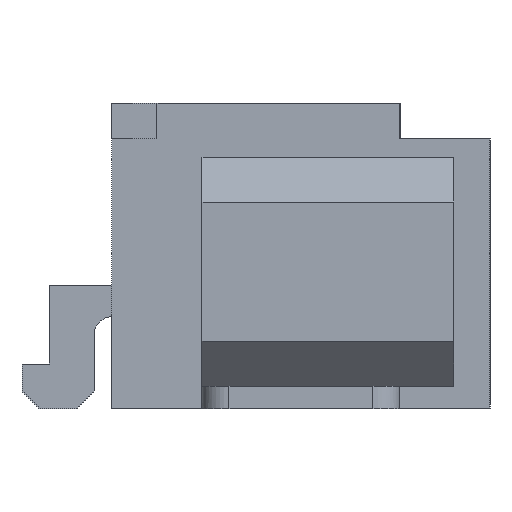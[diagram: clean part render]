
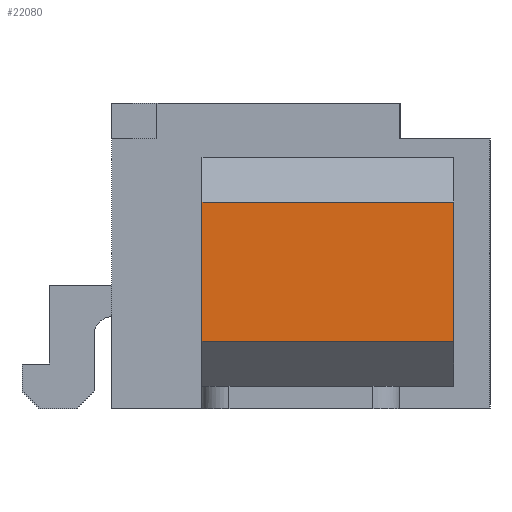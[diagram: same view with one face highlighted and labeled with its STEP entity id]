
A CAD part, left-side view. The second image highlights one B-rep face of the part: STEP entity #22080.
In plain terms, the highlighted planar face has unit normal (-1, 0, 0).
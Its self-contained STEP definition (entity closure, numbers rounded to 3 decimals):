
#8717 = PLANE('',#8718);
#8718 = AXIS2_PLACEMENT_3D('',#8719,#8720,#8721);
#8719 = CARTESIAN_POINT('',(-6.5,-0.35,0.25));
#8720 = DIRECTION('',(0.,-1.,0.));
#8721 = DIRECTION('',(0.,0.,-1.));
#8939 = PLANE('',#8940);
#8940 = AXIS2_PLACEMENT_3D('',#8941,#8942,#8943);
#8941 = CARTESIAN_POINT('',(-6.5,-3.15,0.25));
#8942 = DIRECTION('',(0.,-1.,0.));
#8943 = DIRECTION('',(0.,0.,-1.));
#17396 = PLANE('',#17397);
#17397 = AXIS2_PLACEMENT_3D('',#17398,#17399,#17400);
#17398 = CARTESIAN_POINT('',(-8.25,-0.35,2.3));
#17399 = DIRECTION('',(0.,0.,1.));
#17400 = DIRECTION('',(1.,0.,0.));
#17480 = VERTEX_POINT('',#17481);
#17481 = CARTESIAN_POINT('',(-8.25,-3.15,2.3));
#17502 = EDGE_CURVE('',#17503,#17480,#17505,.T.);
#17503 = VERTEX_POINT('',#17504);
#17504 = CARTESIAN_POINT('',(-8.25,-3.15,0.75));
#17505 = SURFACE_CURVE('',#17506,(#17510,#17517),.PCURVE_S1.);
#17506 = LINE('',#17507,#17508);
#17507 = CARTESIAN_POINT('',(-8.25,-3.15,0.75));
#17508 = VECTOR('',#17509,1.);
#17509 = DIRECTION('',(0.,0.,1.));
#17510 = PCURVE('',#8939,#17511);
#17511 = DEFINITIONAL_REPRESENTATION('',(#17512),#17516);
#17512 = LINE('',#17513,#17514);
#17513 = CARTESIAN_POINT('',(-0.5,-1.75));
#17514 = VECTOR('',#17515,1.);
#17515 = DIRECTION('',(-1.,0.));
#17516 = ( GEOMETRIC_REPRESENTATION_CONTEXT(2)
PARAMETRIC_REPRESENTATION_CONTEXT() REPRESENTATION_CONTEXT('2D SPACE',''
) );
#17517 = PCURVE('',#17518,#17523);
#17518 = PLANE('',#17519);
#17519 = AXIS2_PLACEMENT_3D('',#17520,#17521,#17522);
#17520 = CARTESIAN_POINT('',(-8.25,-0.35,0.75));
#17521 = DIRECTION('',(-1.,0.,0.));
#17522 = DIRECTION('',(0.,0.,1.));
#17523 = DEFINITIONAL_REPRESENTATION('',(#17524),#17528);
#17524 = LINE('',#17525,#17526);
#17525 = CARTESIAN_POINT('',(0.,-2.8));
#17526 = VECTOR('',#17527,1.);
#17527 = DIRECTION('',(1.,0.));
#17528 = ( GEOMETRIC_REPRESENTATION_CONTEXT(2)
PARAMETRIC_REPRESENTATION_CONTEXT() REPRESENTATION_CONTEXT('2D SPACE',''
) );
#17544 = PLANE('',#17545);
#17545 = AXIS2_PLACEMENT_3D('',#17546,#17547,#17548);
#17546 = CARTESIAN_POINT('',(-7.75,-0.35,0.25));
#17547 = DIRECTION('',(-0.707,0.,-0.707));
#17548 = DIRECTION('',(-0.707,0.,0.707));
#18272 = VERTEX_POINT('',#18273);
#18273 = CARTESIAN_POINT('',(-8.25,-0.35,2.3));
#18294 = EDGE_CURVE('',#18295,#18272,#18297,.T.);
#18295 = VERTEX_POINT('',#18296);
#18296 = CARTESIAN_POINT('',(-8.25,-0.35,0.75));
#18297 = SURFACE_CURVE('',#18298,(#18302,#18309),.PCURVE_S1.);
#18298 = LINE('',#18299,#18300);
#18299 = CARTESIAN_POINT('',(-8.25,-0.35,0.75));
#18300 = VECTOR('',#18301,1.);
#18301 = DIRECTION('',(0.,0.,1.));
#18302 = PCURVE('',#8717,#18303);
#18303 = DEFINITIONAL_REPRESENTATION('',(#18304),#18308);
#18304 = LINE('',#18305,#18306);
#18305 = CARTESIAN_POINT('',(-0.5,-1.75));
#18306 = VECTOR('',#18307,1.);
#18307 = DIRECTION('',(-1.,0.));
#18308 = ( GEOMETRIC_REPRESENTATION_CONTEXT(2)
PARAMETRIC_REPRESENTATION_CONTEXT() REPRESENTATION_CONTEXT('2D SPACE',''
) );
#18309 = PCURVE('',#17518,#18310);
#18310 = DEFINITIONAL_REPRESENTATION('',(#18311),#18315);
#18311 = LINE('',#18312,#18313);
#18312 = CARTESIAN_POINT('',(0.,0.));
#18313 = VECTOR('',#18314,1.);
#18314 = DIRECTION('',(1.,0.));
#18315 = ( GEOMETRIC_REPRESENTATION_CONTEXT(2)
PARAMETRIC_REPRESENTATION_CONTEXT() REPRESENTATION_CONTEXT('2D SPACE',''
) );
#21981 = EDGE_CURVE('',#18272,#17480,#21982,.T.);
#21982 = SURFACE_CURVE('',#21983,(#21987,#21994),.PCURVE_S1.);
#21983 = LINE('',#21984,#21985);
#21984 = CARTESIAN_POINT('',(-8.25,-0.35,2.3));
#21985 = VECTOR('',#21986,1.);
#21986 = DIRECTION('',(0.,-1.,0.));
#21987 = PCURVE('',#17396,#21988);
#21988 = DEFINITIONAL_REPRESENTATION('',(#21989),#21993);
#21989 = LINE('',#21990,#21991);
#21990 = CARTESIAN_POINT('',(0.,0.));
#21991 = VECTOR('',#21992,1.);
#21992 = DIRECTION('',(0.,-1.));
#21993 = ( GEOMETRIC_REPRESENTATION_CONTEXT(2)
PARAMETRIC_REPRESENTATION_CONTEXT() REPRESENTATION_CONTEXT('2D SPACE',''
) );
#21994 = PCURVE('',#17518,#21995);
#21995 = DEFINITIONAL_REPRESENTATION('',(#21996),#22000);
#21996 = LINE('',#21997,#21998);
#21997 = CARTESIAN_POINT('',(1.55,0.));
#21998 = VECTOR('',#21999,1.);
#21999 = DIRECTION('',(0.,-1.));
#22000 = ( GEOMETRIC_REPRESENTATION_CONTEXT(2)
PARAMETRIC_REPRESENTATION_CONTEXT() REPRESENTATION_CONTEXT('2D SPACE',''
) );
#22059 = EDGE_CURVE('',#18295,#17503,#22060,.T.);
#22060 = SURFACE_CURVE('',#22061,(#22065,#22072),.PCURVE_S1.);
#22061 = LINE('',#22062,#22063);
#22062 = CARTESIAN_POINT('',(-8.25,-0.35,0.75));
#22063 = VECTOR('',#22064,1.);
#22064 = DIRECTION('',(0.,-1.,0.));
#22065 = PCURVE('',#17544,#22066);
#22066 = DEFINITIONAL_REPRESENTATION('',(#22067),#22071);
#22067 = LINE('',#22068,#22069);
#22068 = CARTESIAN_POINT('',(0.707,0.));
#22069 = VECTOR('',#22070,1.);
#22070 = DIRECTION('',(0.,-1.));
#22071 = ( GEOMETRIC_REPRESENTATION_CONTEXT(2)
PARAMETRIC_REPRESENTATION_CONTEXT() REPRESENTATION_CONTEXT('2D SPACE',''
) );
#22072 = PCURVE('',#17518,#22073);
#22073 = DEFINITIONAL_REPRESENTATION('',(#22074),#22078);
#22074 = LINE('',#22075,#22076);
#22075 = CARTESIAN_POINT('',(0.,0.));
#22076 = VECTOR('',#22077,1.);
#22077 = DIRECTION('',(0.,-1.));
#22078 = ( GEOMETRIC_REPRESENTATION_CONTEXT(2)
PARAMETRIC_REPRESENTATION_CONTEXT() REPRESENTATION_CONTEXT('2D SPACE',''
) );
#22080 = ADVANCED_FACE('',(#22081),#17518,.T.);
#22081 = FACE_BOUND('',#22082,.T.);
#22082 = EDGE_LOOP('',(#22083,#22084,#22085,#22086));
#22083 = ORIENTED_EDGE('',*,*,#22059,.T.);
#22084 = ORIENTED_EDGE('',*,*,#17502,.T.);
#22085 = ORIENTED_EDGE('',*,*,#21981,.F.);
#22086 = ORIENTED_EDGE('',*,*,#18294,.F.);
